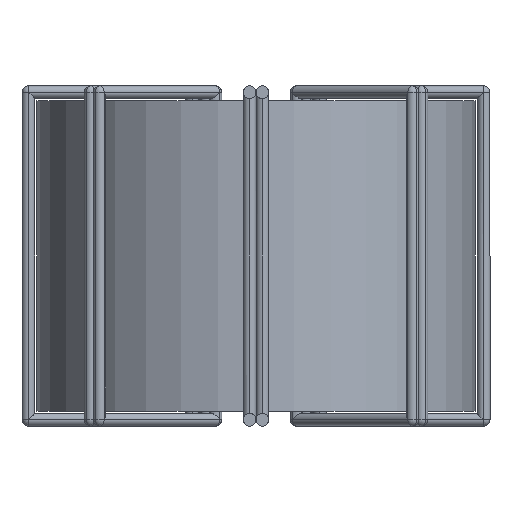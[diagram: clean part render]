
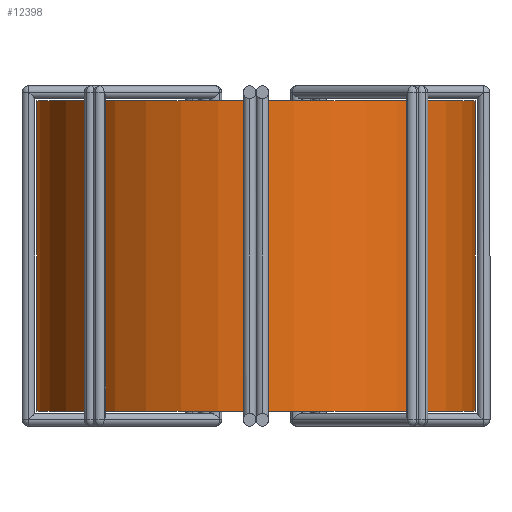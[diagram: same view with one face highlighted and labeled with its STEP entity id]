
A CAD part, front view. The second image highlights one B-rep face of the part: STEP entity #12398.
In plain terms, the highlighted cylindrical face has radius 5.15 mm (diameter 10.3 mm), a partial arc.
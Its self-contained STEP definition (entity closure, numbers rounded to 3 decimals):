
#34 = LINE ( 'NONE', #1069, #15144 ) ;
#478 = VERTEX_POINT ( 'NONE', #14030 ) ;
#549 = EDGE_LOOP ( 'NONE', ( #13903, #14099, #2102, #1378 ) ) ;
#725 = CIRCLE ( 'NONE', #15343, 5.15 ) ;
#1069 = CARTESIAN_POINT ( 'NONE',  ( 5.15, 0., 7.3 ) ) ;
#1378 = ORIENTED_EDGE ( 'NONE', *, *, #9276, .T. ) ;
#1618 = DIRECTION ( 'NONE',  ( 0., 0., 1. ) ) ;
#2102 = ORIENTED_EDGE ( 'NONE', *, *, #7881, .T. ) ;
#3020 = EDGE_CURVE ( 'NONE', #478, #15215, #725, .T. ) ;
#4578 = DIRECTION ( 'NONE',  ( 0., 0., -1. ) ) ;
#4986 = FACE_OUTER_BOUND ( 'NONE', #549, .T. ) ;
#5268 = VERTEX_POINT ( 'NONE', #9034 ) ;
#5392 = CARTESIAN_POINT ( 'NONE',  ( 5.15, 0., 0. ) ) ;
#5724 = DIRECTION ( 'NONE',  ( 0., 0., -1. ) ) ;
#7881 = EDGE_CURVE ( 'NONE', #478, #5268, #13376, .T. ) ;
#8442 = CYLINDRICAL_SURFACE ( 'NONE', #8837, 5.15 ) ;
#8609 = DIRECTION ( 'NONE',  ( 0., 0., 1. ) ) ;
#8837 = AXIS2_PLACEMENT_3D ( 'NONE', #14467, #5724, #10592 ) ;
#8936 = CARTESIAN_POINT ( 'NONE',  ( 0., 0., 0. ) ) ;
#9034 = CARTESIAN_POINT ( 'NONE',  ( -5.15, 0., 0. ) ) ;
#9276 = EDGE_CURVE ( 'NONE', #5268, #12762, #15206, .T. ) ;
#9675 = CARTESIAN_POINT ( 'NONE',  ( 0., 0., 7.3 ) ) ;
#10592 = DIRECTION ( 'NONE',  ( -1., 0., 0. ) ) ;
#10834 = EDGE_CURVE ( 'NONE', #15215, #12762, #34, .T. ) ;
#11652 = AXIS2_PLACEMENT_3D ( 'NONE', #8936, #1618, #12539 ) ;
#11792 = CARTESIAN_POINT ( 'NONE',  ( 5.15, 0., 7.3 ) ) ;
#12398 = ADVANCED_FACE ( 'NONE', ( #4986 ), #8442, .T. ) ;
#12539 = DIRECTION ( 'NONE',  ( 1., 0., 0. ) ) ;
#12762 = VERTEX_POINT ( 'NONE', #5392 ) ;
#13376 = LINE ( 'NONE', #14869, #14334 ) ;
#13903 = ORIENTED_EDGE ( 'NONE', *, *, #10834, .F. ) ;
#14030 = CARTESIAN_POINT ( 'NONE',  ( -5.15, 0., 7.3 ) ) ;
#14099 = ORIENTED_EDGE ( 'NONE', *, *, #3020, .F. ) ;
#14334 = VECTOR ( 'NONE', #15077, 1000. ) ;
#14467 = CARTESIAN_POINT ( 'NONE',  ( 0., 0., 7.3 ) ) ;
#14564 = DIRECTION ( 'NONE',  ( 1., 0., 0. ) ) ;
#14869 = CARTESIAN_POINT ( 'NONE',  ( -5.15, 0., 7.3 ) ) ;
#15077 = DIRECTION ( 'NONE',  ( 0., 0., -1. ) ) ;
#15144 = VECTOR ( 'NONE', #4578, 1000. ) ;
#15206 = CIRCLE ( 'NONE', #11652, 5.15 ) ;
#15215 = VERTEX_POINT ( 'NONE', #11792 ) ;
#15343 = AXIS2_PLACEMENT_3D ( 'NONE', #9675, #8609, #14564 ) ;
